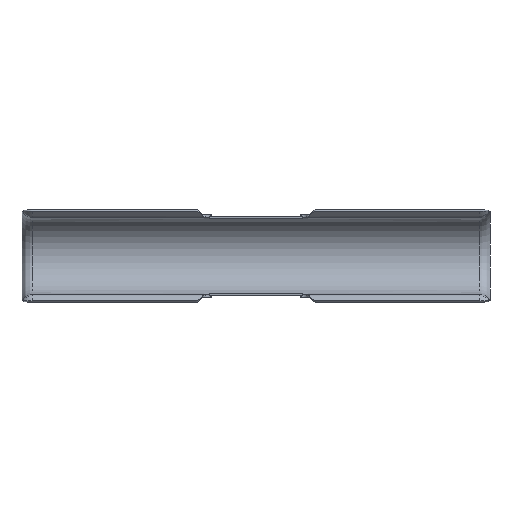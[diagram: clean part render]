
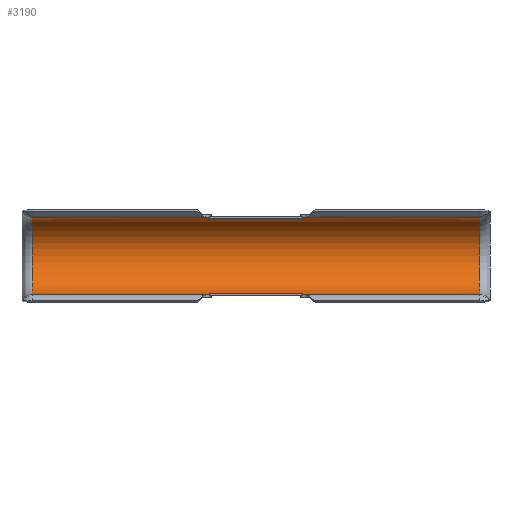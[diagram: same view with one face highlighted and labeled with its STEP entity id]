
A CAD part, front view. The second image highlights one B-rep face of the part: STEP entity #3190.
In plain terms, the highlighted cylindrical face has radius 16.5 mm (diameter 33 mm), a partial arc.
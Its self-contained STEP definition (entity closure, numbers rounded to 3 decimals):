
#2 = DIRECTION ( 'NONE',  ( 0., 0., -1. ) ) ;
#5 = LINE ( 'NONE', #3591, #45 ) ;
#26 = DIRECTION ( 'NONE',  ( 1., 0., 0. ) ) ;
#45 = VECTOR ( 'NONE', #1267, 1000. ) ;
#57 = CARTESIAN_POINT ( 'NONE',  ( 95.415, 7.5, 0. ) ) ;
#77 = VERTEX_POINT ( 'NONE', #2987 ) ;
#93 = EDGE_LOOP ( 'NONE', ( #3072, #3752, #1183, #1610, #187, #3504, #2261, #132, #3620, #2833, #3770, #627 ) ) ;
#112 = LINE ( 'NONE', #3700, #2442 ) ;
#132 = ORIENTED_EDGE ( 'NONE', *, *, #2768, .F. ) ;
#187 = ORIENTED_EDGE ( 'NONE', *, *, #3045, .F. ) ;
#277 = AXIS2_PLACEMENT_3D ( 'NONE', #1409, #1399, #1369 ) ;
#295 = FACE_OUTER_BOUND ( 'NONE', #93, .T. ) ;
#332 = CARTESIAN_POINT ( 'NONE',  ( 20., 11.531, -16. ) ) ;
#392 = DIRECTION ( 'NONE',  ( -1., 0., 0. ) ) ;
#408 = DIRECTION ( 'NONE',  ( 0., 0., 1. ) ) ;
#458 = VERTEX_POINT ( 'NONE', #2955 ) ;
#461 = DIRECTION ( 'NONE',  ( -1., 0., 0. ) ) ;
#516 = VERTEX_POINT ( 'NONE', #1337 ) ;
#542 = CARTESIAN_POINT ( 'NONE',  ( 100.415, 7.5, 16.5 ) ) ;
#576 = VERTEX_POINT ( 'NONE', #2892 ) ;
#627 = ORIENTED_EDGE ( 'NONE', *, *, #3689, .F. ) ;
#661 = VERTEX_POINT ( 'NONE', #2504 ) ;
#682 = DIRECTION ( 'NONE',  ( -1., 0., 0. ) ) ;
#689 = CARTESIAN_POINT ( 'NONE',  ( -20., 7.5, -16.5 ) ) ;
#701 = DIRECTION ( 'NONE',  ( -1., 0., 0. ) ) ;
#769 = CARTESIAN_POINT ( 'NONE',  ( 100.415, 7.5, -16.5 ) ) ;
#809 = VECTOR ( 'NONE', #682, 1000. ) ;
#981 = CARTESIAN_POINT ( 'NONE',  ( 20., 7.5, 0. ) ) ;
#986 = DIRECTION ( 'NONE',  ( -1., 0., 0. ) ) ;
#995 = DIRECTION ( 'NONE',  ( 0., 0., 1. ) ) ;
#1006 = CARTESIAN_POINT ( 'NONE',  ( -20., 11.531, 16. ) ) ;
#1017 = VERTEX_POINT ( 'NONE', #2330 ) ;
#1037 = CIRCLE ( 'NONE', #3432, 16.5 ) ;
#1063 = DIRECTION ( 'NONE',  ( -1., 0., 0. ) ) ;
#1095 = VERTEX_POINT ( 'NONE', #1476 ) ;
#1145 = EDGE_CURVE ( 'NONE', #576, #1017, #1466, .T. ) ;
#1160 = EDGE_CURVE ( 'NONE', #661, #77, #3417, .T. ) ;
#1183 = ORIENTED_EDGE ( 'NONE', *, *, #1160, .F. ) ;
#1215 = CARTESIAN_POINT ( 'NONE',  ( -20., 7.5, 16.5 ) ) ;
#1232 = CYLINDRICAL_SURFACE ( 'NONE', #1755, 16.5 ) ;
#1264 = VERTEX_POINT ( 'NONE', #1215 ) ;
#1267 = DIRECTION ( 'NONE',  ( -1., 0., 0. ) ) ;
#1328 = CARTESIAN_POINT ( 'NONE',  ( -20., 7.5, 0. ) ) ;
#1337 = CARTESIAN_POINT ( 'NONE',  ( 95.415, 7.5, -16.5 ) ) ;
#1369 = DIRECTION ( 'NONE',  ( 0., 0., -1. ) ) ;
#1370 = EDGE_CURVE ( 'NONE', #3354, #2471, #1037, .T. ) ;
#1375 = AXIS2_PLACEMENT_3D ( 'NONE', #1821, #26, #2122 ) ;
#1399 = DIRECTION ( 'NONE',  ( 1., 0., 0. ) ) ;
#1409 = CARTESIAN_POINT ( 'NONE',  ( -95.415, 7.5, 0. ) ) ;
#1416 = EDGE_CURVE ( 'NONE', #1264, #77, #2161, .T. ) ;
#1441 = CARTESIAN_POINT ( 'NONE',  ( 100.415, 7.5, 16.5 ) ) ;
#1452 = DIRECTION ( 'NONE',  ( -1., 0., 0. ) ) ;
#1466 = LINE ( 'NONE', #1441, #3248 ) ;
#1470 = EDGE_CURVE ( 'NONE', #1488, #661, #3338, .T. ) ;
#1476 = CARTESIAN_POINT ( 'NONE',  ( -20., 11.531, -16. ) ) ;
#1488 = VERTEX_POINT ( 'NONE', #689 ) ;
#1610 = ORIENTED_EDGE ( 'NONE', *, *, #1470, .F. ) ;
#1626 = VERTEX_POINT ( 'NONE', #1006 ) ;
#1664 = AXIS2_PLACEMENT_3D ( 'NONE', #57, #392, #2201 ) ;
#1668 = CIRCLE ( 'NONE', #1375, 16.5 ) ;
#1682 = AXIS2_PLACEMENT_3D ( 'NONE', #2384, #2387, #2 ) ;
#1755 = AXIS2_PLACEMENT_3D ( 'NONE', #3443, #1063, #408 ) ;
#1821 = CARTESIAN_POINT ( 'NONE',  ( 20., 7.5, 0. ) ) ;
#1836 = EDGE_CURVE ( 'NONE', #1626, #1264, #3517, .T. ) ;
#1931 = VECTOR ( 'NONE', #2094, 1000. ) ;
#1994 = EDGE_CURVE ( 'NONE', #1095, #3354, #3367, .T. ) ;
#2015 = CARTESIAN_POINT ( 'NONE',  ( 20., 7.5, -16.5 ) ) ;
#2094 = DIRECTION ( 'NONE',  ( 1., 0., 0. ) ) ;
#2112 = CARTESIAN_POINT ( 'NONE',  ( 100.415, 11.531, -16. ) ) ;
#2122 = DIRECTION ( 'NONE',  ( 0., 0., -1. ) ) ;
#2161 = LINE ( 'NONE', #542, #2838 ) ;
#2201 = DIRECTION ( 'NONE',  ( 0., 0., 1. ) ) ;
#2261 = ORIENTED_EDGE ( 'NONE', *, *, #1370, .T. ) ;
#2330 = CARTESIAN_POINT ( 'NONE',  ( 20., 7.5, 16.5 ) ) ;
#2384 = CARTESIAN_POINT ( 'NONE',  ( -20., 7.5, 0. ) ) ;
#2387 = DIRECTION ( 'NONE',  ( 1., 0., 0. ) ) ;
#2442 = VECTOR ( 'NONE', #2834, 1000. ) ;
#2471 = VERTEX_POINT ( 'NONE', #2015 ) ;
#2504 = CARTESIAN_POINT ( 'NONE',  ( -95.415, 7.5, -16.5 ) ) ;
#2639 = AXIS2_PLACEMENT_3D ( 'NONE', #1328, #461, #3123 ) ;
#2768 = EDGE_CURVE ( 'NONE', #516, #2471, #5, .T. ) ;
#2833 = ORIENTED_EDGE ( 'NONE', *, *, #1145, .T. ) ;
#2834 = DIRECTION ( 'NONE',  ( 1., 0., 0. ) ) ;
#2838 = VECTOR ( 'NONE', #701, 1000. ) ;
#2848 = CIRCLE ( 'NONE', #2639, 16.5 ) ;
#2892 = CARTESIAN_POINT ( 'NONE',  ( 95.415, 7.5, 16.5 ) ) ;
#2955 = CARTESIAN_POINT ( 'NONE',  ( 20., 11.531, 16. ) ) ;
#2987 = CARTESIAN_POINT ( 'NONE',  ( -95.415, 7.5, 16.5 ) ) ;
#3045 = EDGE_CURVE ( 'NONE', #1095, #1488, #2848, .T. ) ;
#3072 = ORIENTED_EDGE ( 'NONE', *, *, #1836, .T. ) ;
#3123 = DIRECTION ( 'NONE',  ( 0., 0., 1. ) ) ;
#3164 = CIRCLE ( 'NONE', #1664, 16.5 ) ;
#3190 = ADVANCED_FACE ( 'NONE', ( #295 ), #1232, .F. ) ;
#3248 = VECTOR ( 'NONE', #1452, 1000. ) ;
#3265 = EDGE_CURVE ( 'NONE', #576, #516, #3164, .T. ) ;
#3325 = EDGE_CURVE ( 'NONE', #458, #1017, #1668, .T. ) ;
#3338 = LINE ( 'NONE', #769, #809 ) ;
#3354 = VERTEX_POINT ( 'NONE', #332 ) ;
#3367 = LINE ( 'NONE', #2112, #1931 ) ;
#3417 = CIRCLE ( 'NONE', #277, 16.5 ) ;
#3432 = AXIS2_PLACEMENT_3D ( 'NONE', #981, #986, #995 ) ;
#3443 = CARTESIAN_POINT ( 'NONE',  ( 100.415, 7.5, 0. ) ) ;
#3504 = ORIENTED_EDGE ( 'NONE', *, *, #1994, .T. ) ;
#3517 = CIRCLE ( 'NONE', #1682, 16.5 ) ;
#3591 = CARTESIAN_POINT ( 'NONE',  ( 100.415, 7.5, -16.5 ) ) ;
#3620 = ORIENTED_EDGE ( 'NONE', *, *, #3265, .F. ) ;
#3689 = EDGE_CURVE ( 'NONE', #1626, #458, #112, .T. ) ;
#3700 = CARTESIAN_POINT ( 'NONE',  ( 100.415, 11.531, 16. ) ) ;
#3752 = ORIENTED_EDGE ( 'NONE', *, *, #1416, .T. ) ;
#3770 = ORIENTED_EDGE ( 'NONE', *, *, #3325, .F. ) ;
